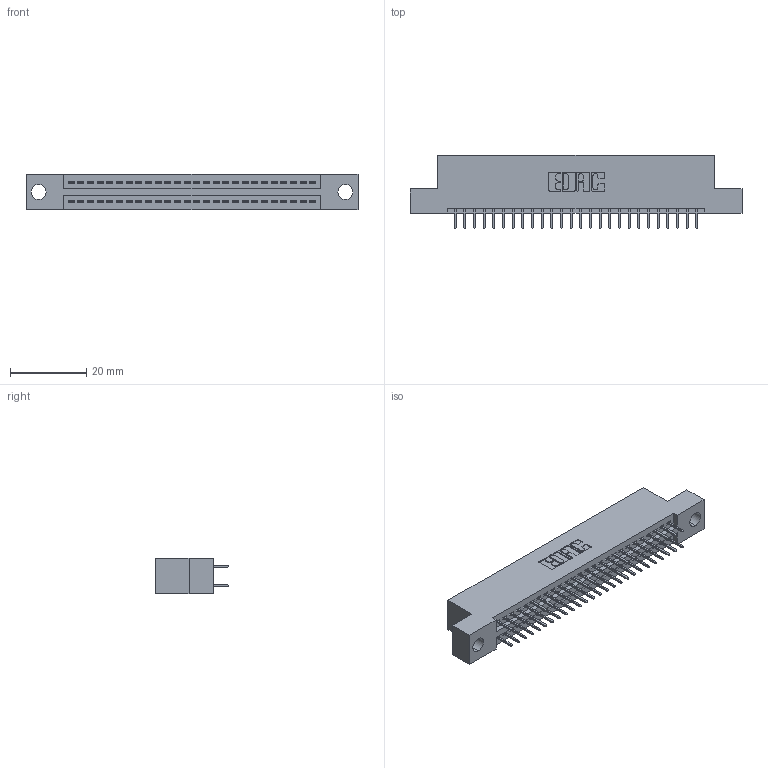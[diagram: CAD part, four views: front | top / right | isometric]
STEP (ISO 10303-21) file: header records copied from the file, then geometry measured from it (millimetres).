
FILE_DESCRIPTION (( 'STEP AP203' ), '1' );
FILE_NAME ('345-052-524-204.STEP', '2021-05-20T03:37:26', ( '' ), ( '' ), 'SwSTEP 2.0', 'SolidWorks 2020', '' );
FILE_SCHEMA (( 'CONFIG_CONTROL_DESIGN' ));
Length unit declared in the file: inch
Products named in the file (3): 345-052-524-204; 345-292-001_345-293-124; 345 Part_Flush Mounting Lugs - 0.156 Dia-TI
Assembly tree (53 placements, depth 2):
  345-052-524-204
    345 Part_Flush Mounting Lugs - 0.156 Dia-TI
    345-292-001_345-293-124  x52
Bounding box: 87.25 x 19.35 x 9.4 mm (x, y, z)
Volume: 8142.3 mm3; surface area: 11369.7 mm2
Topology: 53 solids, 53 shells, 2948 faces, 8333 edges, 5346 vertices
Faces by surface type: plane 2122, cylinder 826
Entity records: 23047 total; most frequent: CARTESIAN_POINT 3882, ORIENTED_EDGE 3814, DIRECTION 3443, EDGE_CURVE 1907, LINE 1675, VECTOR 1675, VERTEX_POINT 1266, AXIS2_PLACEMENT_3D 884
